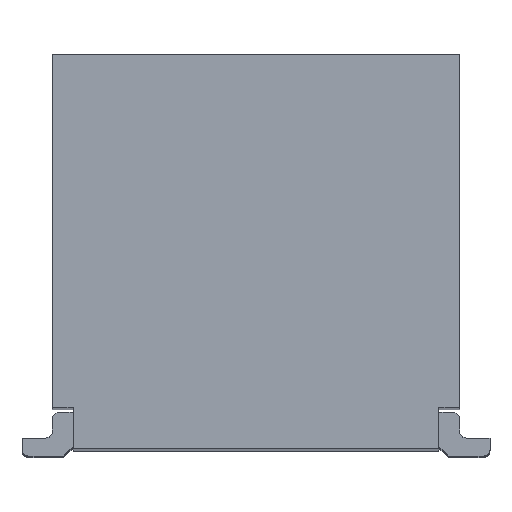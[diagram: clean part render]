
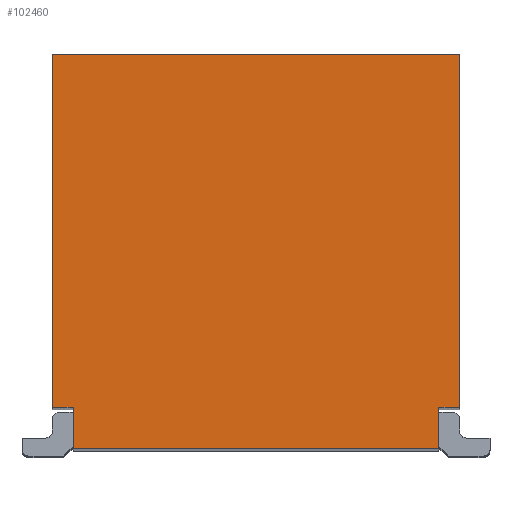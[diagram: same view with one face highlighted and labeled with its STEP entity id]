
A CAD part, top view. The second image highlights one B-rep face of the part: STEP entity #102460.
In plain terms, the highlighted planar face has unit normal (0, 0, 1).
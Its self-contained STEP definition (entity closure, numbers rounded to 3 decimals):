
#65690=CARTESIAN_POINT('',(0.,-1.45,11.185
));
#65700=DIRECTION('',(-1.,0.,0.));
#65710=VECTOR('',#65700,1.);
#65720=LINE('',#65690,#65710);
#65730=CARTESIAN_POINT('',(1.32,-1.45,11.185));
#65740=VERTEX_POINT('',#65730);
#65750=CARTESIAN_POINT('',(-1.32,-1.45,11.185));
#65760=VERTEX_POINT('',#65750);
#65770=EDGE_CURVE('',#65740,#65760,#65720,.T.);
#66150=CARTESIAN_POINT('',(-1.47,-1.15,11.185));
#66160=VERTEX_POINT('',#66150);
#66630=CARTESIAN_POINT('',(-1.47,1.4,11.185));
#66640=VERTEX_POINT('',#66630);
#66670=CARTESIAN_POINT('',(-1.47,-0.5,11.185));
#66680=DIRECTION('',(0.,-1.,0.));
#66690=VECTOR('',#66680,1.);
#66700=LINE('',#66670,#66690);
#66710=EDGE_CURVE('',#66640,#66160,#66700,.T.);
#81330=CARTESIAN_POINT('',(1.47,1.4,11.185));
#81340=VERTEX_POINT('',#81330);
#81370=CARTESIAN_POINT('',(0.,1.4,11.185));
#81380=DIRECTION('',(1.,0.,-0.));
#81390=VECTOR('',#81380,1.);
#81400=LINE('',#81370,#81390);
#81410=EDGE_CURVE('',#66640,#81340,#81400,.T.);
#81920=CARTESIAN_POINT('',(1.47,-1.15,11.185));
#81930=VERTEX_POINT('',#81920);
#81960=CARTESIAN_POINT('',(1.47,-0.5,11.185));
#81970=DIRECTION('',(0.,1.,0.));
#81980=VECTOR('',#81970,1.);
#81990=LINE('',#81960,#81980);
#82000=EDGE_CURVE('',#81930,#81340,#81990,.T.);
#100420=CARTESIAN_POINT('',(0.,-1.15,11.185));
#100430=DIRECTION('',(1.,0.,0.));
#100440=VECTOR('',#100430,1.);
#100450=LINE('',#100420,#100440);
#100460=CARTESIAN_POINT('',(-1.32,-1.15,11.185));
#100470=VERTEX_POINT('',#100460);
#100480=EDGE_CURVE('',#66160,#100470,#100450,.T.);
#102140=CARTESIAN_POINT('',(1.544,-1.521,11.185));
#102150=DIRECTION('',(0.,0.,1.));
#102160=DIRECTION('',(-1.,0.,0.));
#102170=AXIS2_PLACEMENT_3D('',#102140,#102150,#102160);
#102180=PLANE('',#102170);
#102190=CARTESIAN_POINT('',(1.32,-0.5,11.185));
#102200=DIRECTION('',(0.,-1.,0.));
#102210=VECTOR('',#102200,1.);
#102220=LINE('',#102190,#102210);
#102230=CARTESIAN_POINT('',(1.32,-1.15,11.185));
#102240=VERTEX_POINT('',#102230);
#102250=EDGE_CURVE('',#102240,#65740,#102220,.T.);
#102260=ORIENTED_EDGE('',*,*,#102250,.F.);
#102270=ORIENTED_EDGE('',*,*,#65770,.F.);
#102280=CARTESIAN_POINT('',(-1.32,-0.5,11.185));
#102290=DIRECTION('',(0.,1.,0.));
#102300=VECTOR('',#102290,1.);
#102310=LINE('',#102280,#102300);
#102320=EDGE_CURVE('',#65760,#100470,#102310,.T.);
#102330=ORIENTED_EDGE('',*,*,#102320,.F.);
#102340=ORIENTED_EDGE('',*,*,#100480,.T.);
#102350=ORIENTED_EDGE('',*,*,#66710,.T.);
#102360=ORIENTED_EDGE('',*,*,#81410,.F.);
#102370=ORIENTED_EDGE('',*,*,#82000,.T.);
#102380=CARTESIAN_POINT('',(0.,-1.15,11.185));
#102390=DIRECTION('',(1.,0.,0.));
#102400=VECTOR('',#102390,1.);
#102410=LINE('',#102380,#102400);
#102420=EDGE_CURVE('',#102240,#81930,#102410,.T.);
#102430=ORIENTED_EDGE('',*,*,#102420,.T.);
#102440=EDGE_LOOP('',(#102430,#102370,#102360,#102350,#102340,#102330,
#102270,#102260));
#102450=FACE_OUTER_BOUND('',#102440,.T.);
#102460=ADVANCED_FACE('',(#102450),#102180,.T.);
